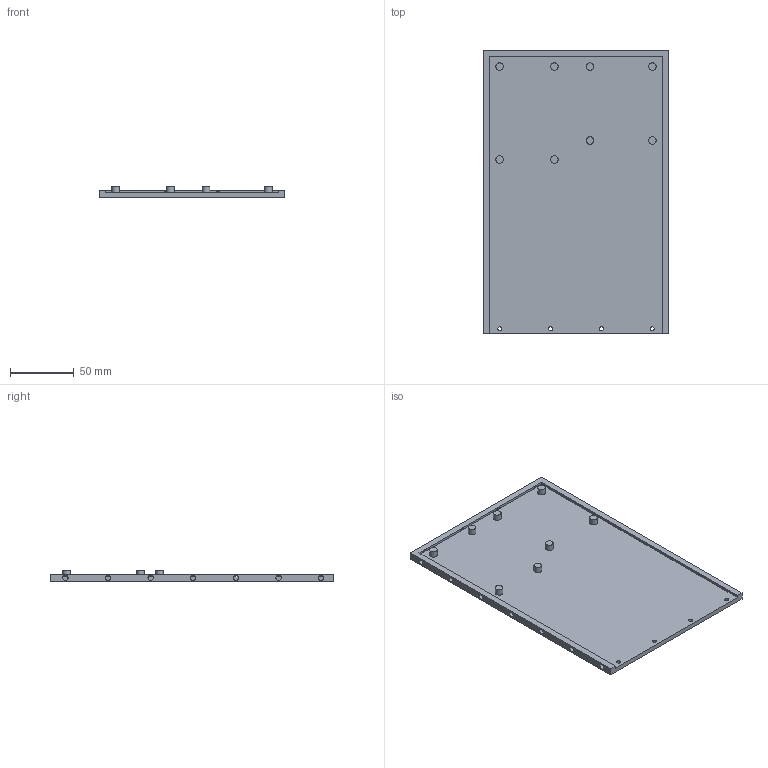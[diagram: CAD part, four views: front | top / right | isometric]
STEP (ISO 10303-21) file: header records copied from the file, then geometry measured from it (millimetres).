
FILE_DESCRIPTION(/* description */ (''),/* implementation_level */ '2;1');
FILE_NAME(/* name */ 'przegub 1 cover botom v37.step',/* time_stamp */ '2024-05-28T16:37:23+02:00',/* author */ (''),/* organization */ (''),/* preprocessor_version */ 'ST-DEVELOPER v20',/* originating_system */ 'Autodesk Translation Framework v13.14.0.145',/* authorisation */ '');
FILE_SCHEMA (('AUTOMOTIVE_DESIGN { 1 0 10303 214 3 1 1 }'));
Length unit declared in the file: millimetre
Products named in the file (1): przegub 1 cover botom
Bounding box: 146 x 223 x 9 mm (x, y, z)
Volume: 135822.8 mm3; surface area: 72347.5 mm2
Topology: 1 solids, 1 shells, 66 faces, 186 edges, 112 vertices
Faces by surface type: plane 36, cylinder 30
Full cylindrical faces by diameter (mm): 3 x4, 4.2 x18, 6 x8
Entity records: 2266 total; most frequent: DIRECTION 416, ORIENTED_EDGE 372, CARTESIAN_POINT 365, EDGE_CURVE 186, AXIS2_PLACEMENT_3D 163, VERTEX_POINT 112, EDGE_LOOP 100, CIRCLE 96
